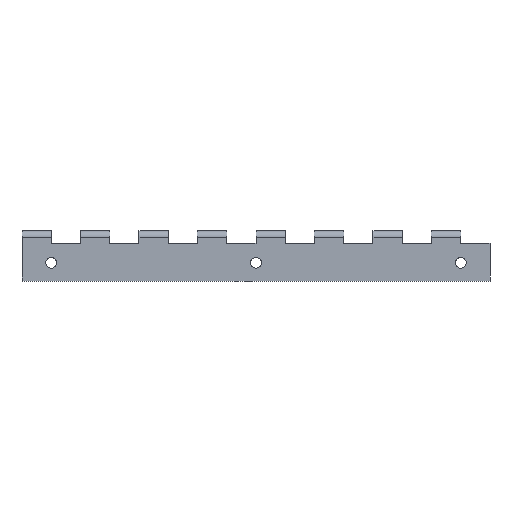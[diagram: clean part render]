
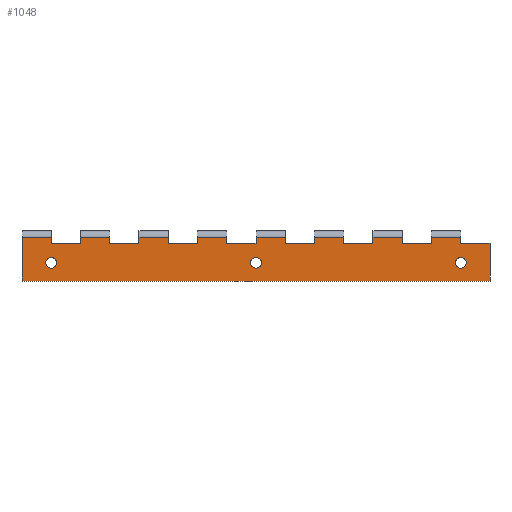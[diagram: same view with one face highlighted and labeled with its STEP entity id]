
A CAD part, top view. The second image highlights one B-rep face of the part: STEP entity #1048.
In plain terms, the highlighted planar face has unit normal (0, 0, 1).
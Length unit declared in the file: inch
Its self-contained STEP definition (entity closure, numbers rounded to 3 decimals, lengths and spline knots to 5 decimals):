
#34=FACE_BOUND('',#101,.T.);
#35=FACE_BOUND('',#102,.T.);
#36=FACE_BOUND('',#103,.T.);
#45=FACE_OUTER_BOUND('',#100,.T.);
#100=EDGE_LOOP('',(#708,#709,#710,#711,#712,#713,#714,#715,#716,#717,#718,
#719,#720,#721,#722,#723,#724,#725,#726,#727,#728,#729,#730,#731,#732,#733,
#734,#735,#736,#737,#738,#739,#740,#741));
#101=EDGE_LOOP('',(#742));
#102=EDGE_LOOP('',(#743));
#103=EDGE_LOOP('',(#744));
#164=CIRCLE('',#1114,0.1875);
#165=CIRCLE('',#1115,0.1875);
#166=CIRCLE('',#1116,0.1875);
#201=LINE('',#1514,#319);
#206=LINE('',#1527,#324);
#207=LINE('',#1531,#325);
#208=LINE('',#1533,#326);
#209=LINE('',#1535,#327);
#210=LINE('',#1536,#328);
#211=LINE('',#1538,#329);
#212=LINE('',#1540,#330);
#213=LINE('',#1542,#331);
#214=LINE('',#1544,#332);
#215=LINE('',#1546,#333);
#216=LINE('',#1548,#334);
#217=LINE('',#1550,#335);
#218=LINE('',#1552,#336);
#219=LINE('',#1554,#337);
#220=LINE('',#1556,#338);
#221=LINE('',#1558,#339);
#222=LINE('',#1560,#340);
#223=LINE('',#1562,#341);
#224=LINE('',#1564,#342);
#225=LINE('',#1566,#343);
#226=LINE('',#1568,#344);
#227=LINE('',#1570,#345);
#228=LINE('',#1572,#346);
#229=LINE('',#1574,#347);
#230=LINE('',#1576,#348);
#231=LINE('',#1578,#349);
#232=LINE('',#1580,#350);
#233=LINE('',#1582,#351);
#234=LINE('',#1584,#352);
#235=LINE('',#1586,#353);
#236=LINE('',#1588,#354);
#237=LINE('',#1590,#355);
#238=LINE('',#1591,#356);
#319=VECTOR('',#1207,1.5);
#324=VECTOR('',#1218,16.);
#325=VECTOR('',#1221,0.215);
#326=VECTOR('',#1222,1.);
#327=VECTOR('',#1223,0.215);
#328=VECTOR('',#1224,1.);
#329=VECTOR('',#1225,1.285);
#330=VECTOR('',#1226,1.);
#331=VECTOR('',#1227,0.215);
#332=VECTOR('',#1228,1.);
#333=VECTOR('',#1229,0.215);
#334=VECTOR('',#1230,1.);
#335=VECTOR('',#1231,0.215);
#336=VECTOR('',#1232,1.);
#337=VECTOR('',#1233,0.215);
#338=VECTOR('',#1234,1.);
#339=VECTOR('',#1235,0.215);
#340=VECTOR('',#1236,1.);
#341=VECTOR('',#1237,0.215);
#342=VECTOR('',#1238,1.);
#343=VECTOR('',#1239,0.215);
#344=VECTOR('',#1240,1.);
#345=VECTOR('',#1241,0.215);
#346=VECTOR('',#1242,1.);
#347=VECTOR('',#1243,0.215);
#348=VECTOR('',#1244,1.);
#349=VECTOR('',#1245,0.215);
#350=VECTOR('',#1246,1.);
#351=VECTOR('',#1247,0.215);
#352=VECTOR('',#1248,1.);
#353=VECTOR('',#1249,0.215);
#354=VECTOR('',#1250,1.);
#355=VECTOR('',#1251,0.215);
#356=VECTOR('',#1252,1.);
#437=VERTEX_POINT('',#1511);
#438=VERTEX_POINT('',#1513);
#443=VERTEX_POINT('',#1525);
#444=VERTEX_POINT('',#1529);
#445=VERTEX_POINT('',#1530);
#446=VERTEX_POINT('',#1532);
#447=VERTEX_POINT('',#1534);
#448=VERTEX_POINT('',#1537);
#449=VERTEX_POINT('',#1539);
#450=VERTEX_POINT('',#1541);
#451=VERTEX_POINT('',#1543);
#452=VERTEX_POINT('',#1545);
#453=VERTEX_POINT('',#1547);
#454=VERTEX_POINT('',#1549);
#455=VERTEX_POINT('',#1551);
#456=VERTEX_POINT('',#1553);
#457=VERTEX_POINT('',#1555);
#458=VERTEX_POINT('',#1557);
#459=VERTEX_POINT('',#1559);
#460=VERTEX_POINT('',#1561);
#461=VERTEX_POINT('',#1563);
#462=VERTEX_POINT('',#1565);
#463=VERTEX_POINT('',#1567);
#464=VERTEX_POINT('',#1569);
#465=VERTEX_POINT('',#1571);
#466=VERTEX_POINT('',#1573);
#467=VERTEX_POINT('',#1575);
#468=VERTEX_POINT('',#1577);
#469=VERTEX_POINT('',#1579);
#470=VERTEX_POINT('',#1581);
#471=VERTEX_POINT('',#1583);
#472=VERTEX_POINT('',#1585);
#473=VERTEX_POINT('',#1587);
#474=VERTEX_POINT('',#1589);
#475=VERTEX_POINT('',#1592);
#476=VERTEX_POINT('',#1594);
#477=VERTEX_POINT('',#1596);
#543=EDGE_CURVE('',#437,#438,#201,.T.);
#550=EDGE_CURVE('',#443,#437,#206,.T.);
#551=EDGE_CURVE('',#444,#445,#207,.T.);
#552=EDGE_CURVE('',#444,#446,#208,.T.);
#553=EDGE_CURVE('',#446,#447,#209,.T.);
#554=EDGE_CURVE('',#447,#438,#210,.T.);
#555=EDGE_CURVE('',#443,#448,#211,.T.);
#556=EDGE_CURVE('',#449,#448,#212,.T.);
#557=EDGE_CURVE('',#449,#450,#213,.T.);
#558=EDGE_CURVE('',#450,#451,#214,.T.);
#559=EDGE_CURVE('',#452,#451,#215,.T.);
#560=EDGE_CURVE('',#452,#453,#216,.T.);
#561=EDGE_CURVE('',#453,#454,#217,.T.);
#562=EDGE_CURVE('',#454,#455,#218,.T.);
#563=EDGE_CURVE('',#456,#455,#219,.T.);
#564=EDGE_CURVE('',#456,#457,#220,.T.);
#565=EDGE_CURVE('',#457,#458,#221,.T.);
#566=EDGE_CURVE('',#458,#459,#222,.T.);
#567=EDGE_CURVE('',#460,#459,#223,.T.);
#568=EDGE_CURVE('',#460,#461,#224,.T.);
#569=EDGE_CURVE('',#461,#462,#225,.T.);
#570=EDGE_CURVE('',#462,#463,#226,.T.);
#571=EDGE_CURVE('',#464,#463,#227,.T.);
#572=EDGE_CURVE('',#464,#465,#228,.T.);
#573=EDGE_CURVE('',#465,#466,#229,.T.);
#574=EDGE_CURVE('',#466,#467,#230,.T.);
#575=EDGE_CURVE('',#468,#467,#231,.T.);
#576=EDGE_CURVE('',#468,#469,#232,.T.);
#577=EDGE_CURVE('',#469,#470,#233,.T.);
#578=EDGE_CURVE('',#470,#471,#234,.T.);
#579=EDGE_CURVE('',#472,#471,#235,.T.);
#580=EDGE_CURVE('',#472,#473,#236,.T.);
#581=EDGE_CURVE('',#473,#474,#237,.T.);
#582=EDGE_CURVE('',#474,#445,#238,.T.);
#583=EDGE_CURVE('',#475,#475,#164,.T.);
#584=EDGE_CURVE('',#476,#476,#165,.T.);
#585=EDGE_CURVE('',#477,#477,#166,.T.);
#708=ORIENTED_EDGE('',*,*,#551,.F.);
#709=ORIENTED_EDGE('',*,*,#552,.T.);
#710=ORIENTED_EDGE('',*,*,#553,.T.);
#711=ORIENTED_EDGE('',*,*,#554,.T.);
#712=ORIENTED_EDGE('',*,*,#543,.F.);
#713=ORIENTED_EDGE('',*,*,#550,.F.);
#714=ORIENTED_EDGE('',*,*,#555,.T.);
#715=ORIENTED_EDGE('',*,*,#556,.F.);
#716=ORIENTED_EDGE('',*,*,#557,.T.);
#717=ORIENTED_EDGE('',*,*,#558,.T.);
#718=ORIENTED_EDGE('',*,*,#559,.F.);
#719=ORIENTED_EDGE('',*,*,#560,.T.);
#720=ORIENTED_EDGE('',*,*,#561,.T.);
#721=ORIENTED_EDGE('',*,*,#562,.T.);
#722=ORIENTED_EDGE('',*,*,#563,.F.);
#723=ORIENTED_EDGE('',*,*,#564,.T.);
#724=ORIENTED_EDGE('',*,*,#565,.T.);
#725=ORIENTED_EDGE('',*,*,#566,.T.);
#726=ORIENTED_EDGE('',*,*,#567,.F.);
#727=ORIENTED_EDGE('',*,*,#568,.T.);
#728=ORIENTED_EDGE('',*,*,#569,.T.);
#729=ORIENTED_EDGE('',*,*,#570,.T.);
#730=ORIENTED_EDGE('',*,*,#571,.F.);
#731=ORIENTED_EDGE('',*,*,#572,.T.);
#732=ORIENTED_EDGE('',*,*,#573,.T.);
#733=ORIENTED_EDGE('',*,*,#574,.T.);
#734=ORIENTED_EDGE('',*,*,#575,.F.);
#735=ORIENTED_EDGE('',*,*,#576,.T.);
#736=ORIENTED_EDGE('',*,*,#577,.T.);
#737=ORIENTED_EDGE('',*,*,#578,.T.);
#738=ORIENTED_EDGE('',*,*,#579,.F.);
#739=ORIENTED_EDGE('',*,*,#580,.T.);
#740=ORIENTED_EDGE('',*,*,#581,.T.);
#741=ORIENTED_EDGE('',*,*,#582,.T.);
#742=ORIENTED_EDGE('',*,*,#583,.F.);
#743=ORIENTED_EDGE('',*,*,#584,.F.);
#744=ORIENTED_EDGE('',*,*,#585,.F.);
#1012=PLANE('',#1113);
#1048=ADVANCED_FACE('',(#45,#34,#35,#36),#1012,.T.);
#1113=AXIS2_PLACEMENT_3D('',#1528,#1219,#1220);
#1114=AXIS2_PLACEMENT_3D('',#1593,#1253,#1254);
#1115=AXIS2_PLACEMENT_3D('',#1595,#1255,#1256);
#1116=AXIS2_PLACEMENT_3D('',#1597,#1257,#1258);
#1207=DIRECTION('',(0.,1.,0.));
#1218=DIRECTION('',(-1.,0.,0.));
#1219=DIRECTION('center_axis',(0.,0.,1.));
#1220=DIRECTION('ref_axis',(0.,-1.,0.));
#1221=DIRECTION('',(0.,1.,0.));
#1222=DIRECTION('',(-1.,0.,0.));
#1223=DIRECTION('',(0.,1.,0.));
#1224=DIRECTION('',(-1.,0.,0.));
#1225=DIRECTION('',(0.,1.,0.));
#1226=DIRECTION('',(1.,0.,0.));
#1227=DIRECTION('',(0.,1.,0.));
#1228=DIRECTION('',(-1.,0.,0.));
#1229=DIRECTION('',(0.,1.,0.));
#1230=DIRECTION('',(-1.,0.,0.));
#1231=DIRECTION('',(0.,1.,0.));
#1232=DIRECTION('',(-1.,0.,0.));
#1233=DIRECTION('',(0.,1.,0.));
#1234=DIRECTION('',(-1.,0.,0.));
#1235=DIRECTION('',(0.,1.,0.));
#1236=DIRECTION('',(-1.,0.,0.));
#1237=DIRECTION('',(0.,1.,0.));
#1238=DIRECTION('',(-1.,0.,0.));
#1239=DIRECTION('',(0.,1.,0.));
#1240=DIRECTION('',(-1.,0.,0.));
#1241=DIRECTION('',(0.,1.,0.));
#1242=DIRECTION('',(-1.,0.,0.));
#1243=DIRECTION('',(0.,1.,0.));
#1244=DIRECTION('',(-1.,0.,0.));
#1245=DIRECTION('',(0.,1.,0.));
#1246=DIRECTION('',(-1.,0.,0.));
#1247=DIRECTION('',(0.,1.,0.));
#1248=DIRECTION('',(-1.,0.,0.));
#1249=DIRECTION('',(0.,1.,0.));
#1250=DIRECTION('',(-1.,0.,0.));
#1251=DIRECTION('',(0.,1.,0.));
#1252=DIRECTION('',(-1.,0.,0.));
#1253=DIRECTION('center_axis',(0.,0.,1.));
#1254=DIRECTION('ref_axis',(-1.,0.,0.));
#1255=DIRECTION('center_axis',(0.,0.,1.));
#1256=DIRECTION('ref_axis',(-1.,0.,0.));
#1257=DIRECTION('center_axis',(0.,0.,1.));
#1258=DIRECTION('ref_axis',(-1.,0.,0.));
#1511=CARTESIAN_POINT('',(-8.,-1.5,0.));
#1513=CARTESIAN_POINT('',(-8.,0.,0.));
#1514=CARTESIAN_POINT('',(-8.,-1.5,0.));
#1525=CARTESIAN_POINT('',(8.,-1.5,0.));
#1527=CARTESIAN_POINT('',(8.,-1.5,0.));
#1528=CARTESIAN_POINT('Origin',(-8.,0.,0.));
#1529=CARTESIAN_POINT('',(-6.,-0.215,0.));
#1530=CARTESIAN_POINT('',(-6.,0.,0.));
#1531=CARTESIAN_POINT('',(-6.,-0.215,0.));
#1532=CARTESIAN_POINT('',(-7.,-0.215,0.));
#1533=CARTESIAN_POINT('',(-6.,-0.215,0.));
#1534=CARTESIAN_POINT('',(-7.,0.,0.));
#1535=CARTESIAN_POINT('',(-7.,-0.215,0.));
#1536=CARTESIAN_POINT('',(-7.,0.,0.));
#1537=CARTESIAN_POINT('',(8.,-0.215,0.));
#1538=CARTESIAN_POINT('',(8.,-1.5,0.));
#1539=CARTESIAN_POINT('',(7.,-0.215,0.));
#1540=CARTESIAN_POINT('',(7.,-0.215,0.));
#1541=CARTESIAN_POINT('',(7.,0.,0.));
#1542=CARTESIAN_POINT('',(7.,-0.215,0.));
#1543=CARTESIAN_POINT('',(6.,0.,0.));
#1544=CARTESIAN_POINT('',(7.,0.,0.));
#1545=CARTESIAN_POINT('',(6.,-0.215,0.));
#1546=CARTESIAN_POINT('',(6.,-0.215,0.));
#1547=CARTESIAN_POINT('',(5.,-0.215,0.));
#1548=CARTESIAN_POINT('',(6.,-0.215,0.));
#1549=CARTESIAN_POINT('',(5.,0.,0.));
#1550=CARTESIAN_POINT('',(5.,-0.215,0.));
#1551=CARTESIAN_POINT('',(4.,0.,0.));
#1552=CARTESIAN_POINT('',(5.,0.,0.));
#1553=CARTESIAN_POINT('',(4.,-0.215,0.));
#1554=CARTESIAN_POINT('',(4.,-0.215,0.));
#1555=CARTESIAN_POINT('',(3.,-0.215,0.));
#1556=CARTESIAN_POINT('',(4.,-0.215,0.));
#1557=CARTESIAN_POINT('',(3.,0.,0.));
#1558=CARTESIAN_POINT('',(3.,-0.215,0.));
#1559=CARTESIAN_POINT('',(2.,0.,0.));
#1560=CARTESIAN_POINT('',(3.,0.,0.));
#1561=CARTESIAN_POINT('',(2.,-0.215,0.));
#1562=CARTESIAN_POINT('',(2.,-0.215,0.));
#1563=CARTESIAN_POINT('',(1.,-0.215,0.));
#1564=CARTESIAN_POINT('',(2.,-0.215,0.));
#1565=CARTESIAN_POINT('',(1.,0.,0.));
#1566=CARTESIAN_POINT('',(1.,-0.215,0.));
#1567=CARTESIAN_POINT('',(0.,0.,0.));
#1568=CARTESIAN_POINT('',(1.,0.,0.));
#1569=CARTESIAN_POINT('',(0.,-0.215,0.));
#1570=CARTESIAN_POINT('',(0.,-0.215,0.));
#1571=CARTESIAN_POINT('',(-1.,-0.215,0.));
#1572=CARTESIAN_POINT('',(0.,-0.215,0.));
#1573=CARTESIAN_POINT('',(-1.,0.,0.));
#1574=CARTESIAN_POINT('',(-1.,-0.215,0.));
#1575=CARTESIAN_POINT('',(-2.,0.,0.));
#1576=CARTESIAN_POINT('',(-1.,0.,0.));
#1577=CARTESIAN_POINT('',(-2.,-0.215,0.));
#1578=CARTESIAN_POINT('',(-2.,-0.215,0.));
#1579=CARTESIAN_POINT('',(-3.,-0.215,0.));
#1580=CARTESIAN_POINT('',(-2.,-0.215,0.));
#1581=CARTESIAN_POINT('',(-3.,0.,0.));
#1582=CARTESIAN_POINT('',(-3.,-0.215,0.));
#1583=CARTESIAN_POINT('',(-4.,0.,0.));
#1584=CARTESIAN_POINT('',(-3.,0.,0.));
#1585=CARTESIAN_POINT('',(-4.,-0.215,0.));
#1586=CARTESIAN_POINT('',(-4.,-0.215,0.));
#1587=CARTESIAN_POINT('',(-5.,-0.215,0.));
#1588=CARTESIAN_POINT('',(-4.,-0.215,0.));
#1589=CARTESIAN_POINT('',(-5.,0.,0.));
#1590=CARTESIAN_POINT('',(-5.,-0.215,0.));
#1591=CARTESIAN_POINT('',(-5.,0.,0.));
#1592=CARTESIAN_POINT('',(0.1875,-0.875,0.));
#1593=CARTESIAN_POINT('Origin',(0.,-0.875,0.));
#1594=CARTESIAN_POINT('',(7.1875,-0.875,0.));
#1595=CARTESIAN_POINT('Origin',(7.,-0.875,0.));
#1596=CARTESIAN_POINT('',(-6.8125,-0.875,0.));
#1597=CARTESIAN_POINT('Origin',(-7.,-0.875,0.));
